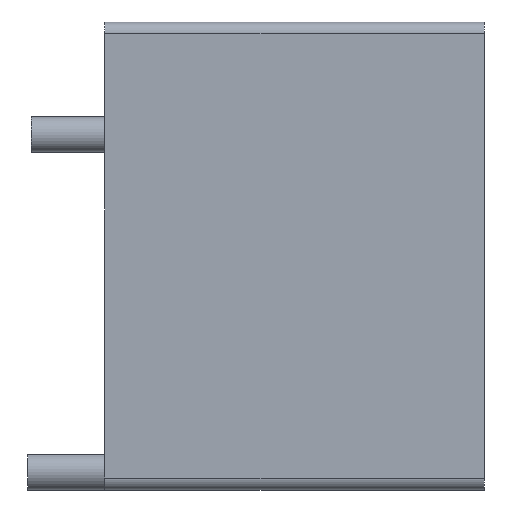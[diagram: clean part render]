
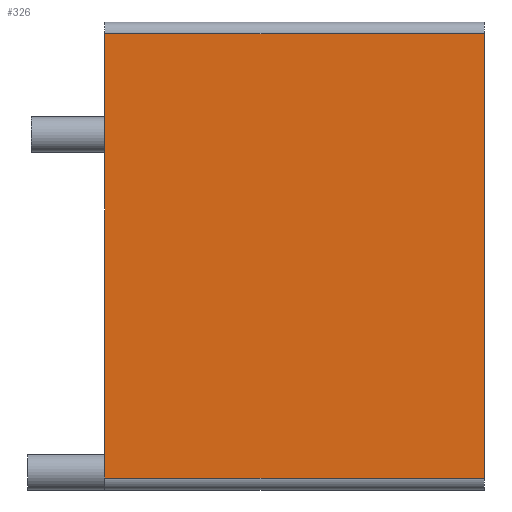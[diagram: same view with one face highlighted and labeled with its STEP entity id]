
A CAD part, left-side view. The second image highlights one B-rep face of the part: STEP entity #326.
In plain terms, the highlighted planar face has unit normal (-1, 0, 0).
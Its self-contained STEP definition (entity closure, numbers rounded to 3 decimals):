
#34 = ORIENTED_EDGE ( 'NONE', *, *, #1733, .F. ) ;
#80 = CARTESIAN_POINT ( 'NONE',  ( -16.356, 16., -9.7 ) ) ;
#85 = DIRECTION ( 'NONE',  ( 1., 0., 0. ) ) ;
#139 = LINE ( 'NONE', #732, #649 ) ;
#141 = CARTESIAN_POINT ( 'NONE',  ( -16.356, -16., 28.75 ) ) ;
#164 = EDGE_CURVE ( 'NONE', #1442, #513, #478, .T. ) ;
#222 = DIRECTION ( 'NONE',  ( 0., -1., 0. ) ) ;
#326 = ADVANCED_FACE ( 'NONE', ( #1126 ), #519, .F. ) ;
#368 = EDGE_LOOP ( 'NONE', ( #1319, #1062, #926, #1396, #34 ) ) ;
#453 = DIRECTION ( 'NONE',  ( 0., 1., 0. ) ) ;
#478 = LINE ( 'NONE', #141, #1398 ) ;
#498 = VECTOR ( 'NONE', #844, 1000. ) ;
#506 = LINE ( 'NONE', #976, #498 ) ;
#513 = VERTEX_POINT ( 'NONE', #776 ) ;
#519 = PLANE ( 'NONE',  #1718 ) ;
#545 = VERTEX_POINT ( 'NONE', #1259 ) ;
#649 = VECTOR ( 'NONE', #1316, 1000. ) ;
#724 = CARTESIAN_POINT ( 'NONE',  ( -16.356, 16., 27.75 ) ) ;
#732 = CARTESIAN_POINT ( 'NONE',  ( -16.356, 16., 28.75 ) ) ;
#739 = VERTEX_POINT ( 'NONE', #889 ) ;
#747 = EDGE_CURVE ( 'NONE', #513, #739, #1453, .T. ) ;
#776 = CARTESIAN_POINT ( 'NONE',  ( -16.356, -16., 27.75 ) ) ;
#844 = DIRECTION ( 'NONE',  ( 0., 0., 1. ) ) ;
#888 = CARTESIAN_POINT ( 'NONE',  ( -16.356, 16., -9.2 ) ) ;
#889 = CARTESIAN_POINT ( 'NONE',  ( -16.356, 16., 27.75 ) ) ;
#925 = CARTESIAN_POINT ( 'NONE',  ( -16.356, -16., -9.7 ) ) ;
#926 = ORIENTED_EDGE ( 'NONE', *, *, #164, .T. ) ;
#976 = CARTESIAN_POINT ( 'NONE',  ( -16.356, 16., 28.75 ) ) ;
#1062 = ORIENTED_EDGE ( 'NONE', *, *, #1613, .T. ) ;
#1126 = FACE_OUTER_BOUND ( 'NONE', #368, .T. ) ;
#1259 = CARTESIAN_POINT ( 'NONE',  ( -16.356, 16., -9.7 ) ) ;
#1284 = VECTOR ( 'NONE', #222, 1000. ) ;
#1316 = DIRECTION ( 'NONE',  ( 0., 0., 1. ) ) ;
#1319 = ORIENTED_EDGE ( 'NONE', *, *, #1471, .F. ) ;
#1356 = DIRECTION ( 'NONE',  ( 0., 0., 1. ) ) ;
#1396 = ORIENTED_EDGE ( 'NONE', *, *, #747, .T. ) ;
#1398 = VECTOR ( 'NONE', #1356, 1000. ) ;
#1402 = VECTOR ( 'NONE', #453, 1000. ) ;
#1442 = VERTEX_POINT ( 'NONE', #925 ) ;
#1453 = LINE ( 'NONE', #724, #1402 ) ;
#1471 = EDGE_CURVE ( 'NONE', #545, #1698, #506, .T. ) ;
#1545 = LINE ( 'NONE', #80, #1284 ) ;
#1613 = EDGE_CURVE ( 'NONE', #545, #1442, #1545, .T. ) ;
#1698 = VERTEX_POINT ( 'NONE', #888 ) ;
#1718 = AXIS2_PLACEMENT_3D ( 'NONE', #1873, #85, #1864 ) ;
#1733 = EDGE_CURVE ( 'NONE', #1698, #739, #139, .T. ) ;
#1864 = DIRECTION ( 'NONE',  ( 0., 0., -1. ) ) ;
#1873 = CARTESIAN_POINT ( 'NONE',  ( -16.356, 16., 28.75 ) ) ;
